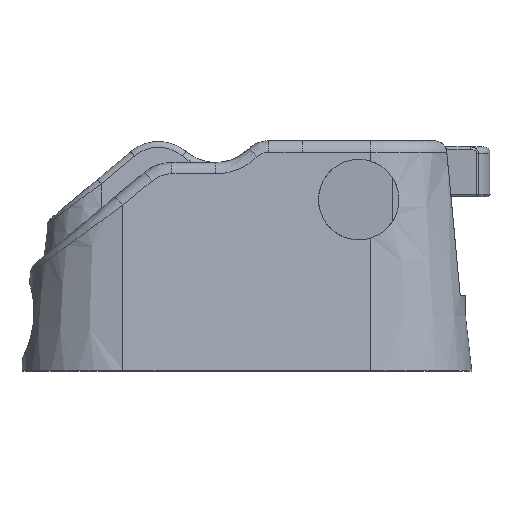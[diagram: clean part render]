
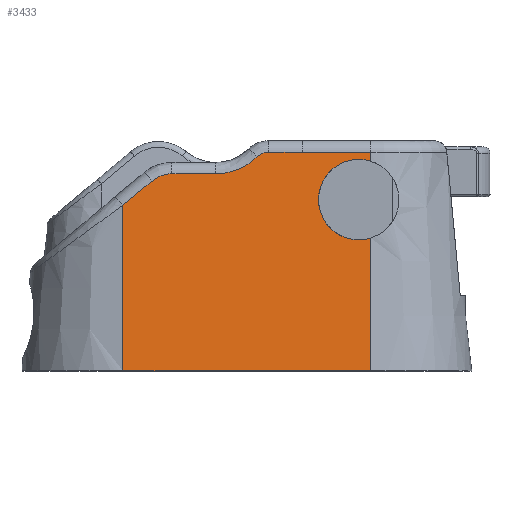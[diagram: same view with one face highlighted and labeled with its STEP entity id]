
A CAD part, left-side view. The second image highlights one B-rep face of the part: STEP entity #3433.
In plain terms, the highlighted planar face has unit normal (-0.996, 0, 0.087).
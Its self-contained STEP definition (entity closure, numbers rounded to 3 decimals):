
#339=CARTESIAN_POINT('',(-15.369,-18.909,23.355));
#366=CARTESIAN_POINT('',(-15.912,-18.909,17.145));
#431=CARTESIAN_POINT('',(-15.356,-17.95,23.5));
#432=CARTESIAN_POINT('',(-15.356,-17.758,23.5));
#433=CARTESIAN_POINT('',(-15.359,-17.361,23.466));
#434=CARTESIAN_POINT('',(-15.374,-16.75,23.294));
#435=CARTESIAN_POINT('',(-15.4,-16.161,22.991));
#436=CARTESIAN_POINT('',(-15.438,-15.635,22.565));
#437=CARTESIAN_POINT('',(-15.484,-15.209,22.039));
#438=CARTESIAN_POINT('',(-15.535,-14.906,21.45));
#439=CARTESIAN_POINT('',(-15.58,-14.763,20.941));
#440=CARTESIAN_POINT('',(-15.615,-14.708,20.54));
#441=CARTESIAN_POINT('',(-15.64,-14.695,20.25));
#442=CARTESIAN_POINT('',(-15.666,-14.708,19.96));
#443=CARTESIAN_POINT('',(-15.701,-14.763,19.559));
#444=CARTESIAN_POINT('',(-15.745,-14.906,19.05));
#445=CARTESIAN_POINT('',(-15.797,-15.209,18.461));
#446=CARTESIAN_POINT('',(-15.843,-15.635,17.935));
#447=CARTESIAN_POINT('',(-15.88,-16.161,17.509));
#448=CARTESIAN_POINT('',(-15.906,-16.75,17.207));
#449=CARTESIAN_POINT('',(-15.922,-17.361,17.034));
#450=CARTESIAN_POINT('',(-15.925,-17.758,17.));
#451=CARTESIAN_POINT('',(-15.925,-17.95,17.));
#453=CARTESIAN_POINT('',(-15.925,-17.95,17.));
#454=CARTESIAN_POINT('',(-15.925,-18.277,17.));
#455=CARTESIAN_POINT('',(-15.92,-18.597,17.048));
#456=CARTESIAN_POINT('',(-15.912,-18.909,17.145));
#458=DIRECTION('',(-0.087,0.,-0.996));
#459=VECTOR('',#458,10.737);
#460=CARTESIAN_POINT('',(-15.912,-18.909,17.145));
#461=LINE('',#460,#459);
#462=DIRECTION('',(0.,1.,0.));
#463=VECTOR('',#462,20.);
#464=CARTESIAN_POINT('',(-16.848,-18.909,6.449));
#465=LINE('',#464,#463);
#466=DIRECTION('',(0.087,0.,0.996));
#467=VECTOR('',#466,13.382);
#468=CARTESIAN_POINT('',(-16.848,1.091,6.449));
#469=LINE('',#468,#467);
#470=DIRECTION('',(0.056,-0.765,0.642));
#471=VECTOR('',#470,3.073);
#472=CARTESIAN_POINT('',(-15.681,1.091,19.78));
#473=LINE('',#472,#471);
#474=CARTESIAN_POINT('',(-15.509,-1.26,21.752));
#475=CARTESIAN_POINT('',(-15.504,-1.323,21.806));
#476=CARTESIAN_POINT('',(-15.495,-1.456,21.906));
#477=CARTESIAN_POINT('',(-15.484,-1.669,22.036));
#478=CARTESIAN_POINT('',(-15.474,-1.893,22.145));
#479=CARTESIAN_POINT('',(-15.467,-2.128,22.23));
#480=CARTESIAN_POINT('',(-15.462,-2.37,22.292));
#481=CARTESIAN_POINT('',(-15.458,-2.617,22.329));
#482=CARTESIAN_POINT('',(-15.458,-2.783,22.337));
#483=CARTESIAN_POINT('',(-15.458,-2.867,22.337));
#485=DIRECTION('',(0.,-1.,0.));
#486=VECTOR('',#485,3.543);
#487=CARTESIAN_POINT('',(-15.458,-2.867,22.337));
#488=LINE('',#487,#486);
#489=CARTESIAN_POINT('',(-15.458,-6.409,22.337));
#490=CARTESIAN_POINT('',(-15.458,-6.547,22.337));
#491=CARTESIAN_POINT('',(-15.457,-6.821,22.349));
#492=CARTESIAN_POINT('',(-15.452,-7.231,22.403));
#493=CARTESIAN_POINT('',(-15.444,-7.633,22.491));
#494=CARTESIAN_POINT('',(-15.433,-8.027,22.614));
#495=CARTESIAN_POINT('',(-15.42,-8.408,22.771));
#496=CARTESIAN_POINT('',(-15.403,-8.774,22.96));
#497=CARTESIAN_POINT('',(-15.384,-9.122,23.18));
#498=CARTESIAN_POINT('',(-15.362,-9.45,23.43));
#499=CARTESIAN_POINT('',(-15.346,-9.653,23.614));
#500=CARTESIAN_POINT('',(-15.337,-9.751,23.711));
#502=CARTESIAN_POINT('',(-15.337,-9.751,23.711));
#503=CARTESIAN_POINT('',(-15.334,-9.791,23.751));
#504=CARTESIAN_POINT('',(-15.327,-9.876,23.825));
#505=CARTESIAN_POINT('',(-15.319,-10.017,23.918));
#506=CARTESIAN_POINT('',(-15.313,-10.169,23.993));
#507=CARTESIAN_POINT('',(-15.308,-10.33,24.047));
#508=CARTESIAN_POINT('',(-15.305,-10.496,24.08));
#509=CARTESIAN_POINT('',(-15.305,-10.608,24.087));
#510=CARTESIAN_POINT('',(-15.305,-10.665,24.087));
#512=DIRECTION('',(-0.087,0.,-0.996));
#513=VECTOR('',#512,0.735);
#514=CARTESIAN_POINT('',(-15.305,-18.909,24.087));
#515=LINE('',#514,#513);
#516=CARTESIAN_POINT('',(-15.369,-18.909,23.355));
#517=CARTESIAN_POINT('',(-15.36,-18.597,23.452));
#518=CARTESIAN_POINT('',(-15.356,-18.277,23.5));
#519=CARTESIAN_POINT('',(-15.356,-17.95,23.5));
#1526=DIRECTION('',(0.,1.,0.));
#1527=VECTOR('',#1526,5.5);
#1528=CARTESIAN_POINT('',(-15.305,-18.909,
24.087));
#1529=LINE('',#1528,#1527);
#1534=DIRECTION('',(0.,1.,0.));
#1535=VECTOR('',#1534,2.744);
#1536=CARTESIAN_POINT('',(-15.305,-13.409,
24.087));
#1537=LINE('',#1536,#1535);
#2697=CARTESIAN_POINT('',(-15.305,-18.909,
24.087));
#2699=VERTEX_POINT('',#2697);
#2709=CARTESIAN_POINT('',(-16.848,-18.909,
6.449));
#2710=VERTEX_POINT('',#2709);
#2711=CARTESIAN_POINT('',(-16.848,1.091,6.449));
#2712=VERTEX_POINT('',#2711);
#2713=CARTESIAN_POINT('',(-15.681,1.091,19.78));
#2714=VERTEX_POINT('',#2713);
#2715=CARTESIAN_POINT('',(-15.509,-1.26,
21.752));
#2716=VERTEX_POINT('',#2715);
#2717=VERTEX_POINT('',#483);
#2718=CARTESIAN_POINT('',(-15.458,-6.409,
22.337));
#2719=VERTEX_POINT('',#2718);
#2720=VERTEX_POINT('',#500);
#2721=VERTEX_POINT('',#510);
#2722=CARTESIAN_POINT('',(-15.305,-13.409,
24.087));
#2723=VERTEX_POINT('',#2722);
#3125=VERTEX_POINT('',#339);
#3126=VERTEX_POINT('',#366);
#3127=VERTEX_POINT('',#431);
#3128=VERTEX_POINT('',#451);
#3402=CARTESIAN_POINT('',(-15.352,-16.159,
23.544));
#3403=DIRECTION('',(0.996,0.,-0.087));
#3404=DIRECTION('',(0.,1.,0.));
#3405=AXIS2_PLACEMENT_3D('',#3402,#3403,#3404);
#3406=PLANE('',#3405);
#3408=ORIENTED_EDGE('',*,*,#3407,.T.);
#3409=ORIENTED_EDGE('',*,*,#3378,.T.);
#3410=ORIENTED_EDGE('',*,*,#3360,.T.);
#3412=ORIENTED_EDGE('',*,*,#3411,.T.);
#3414=ORIENTED_EDGE('',*,*,#3413,.T.);
#3416=ORIENTED_EDGE('',*,*,#3415,.T.);
#3418=ORIENTED_EDGE('',*,*,#3417,.T.);
#3420=ORIENTED_EDGE('',*,*,#3419,.T.);
#3422=ORIENTED_EDGE('',*,*,#3421,.T.);
#3424=ORIENTED_EDGE('',*,*,#3423,.T.);
#3426=ORIENTED_EDGE('',*,*,#3425,.F.);
#3428=ORIENTED_EDGE('',*,*,#3427,.F.);
#3429=ORIENTED_EDGE('',*,*,#3334,.T.);
#3430=ORIENTED_EDGE('',*,*,#3390,.T.);
#3431=EDGE_LOOP('',(#3408,#3409,#3410,#3412,#3414,#3416,#3418,#3420,#3422,#3424,
#3426,#3428,#3429,#3430));
#3432=FACE_OUTER_BOUND('',#3431,.F.);
#452=B_SPLINE_CURVE_WITH_KNOTS('',3,(#431,#432,#433,#434,#435,#436,#437,#438,
#439,#440,#441,#442,#443,#444,#445,#446,#447,#448,#449,#450,#451),.UNSPECIFIED.,
.F.,.F.,(4,1,1,1,1,1,1,1,1,1,1,1,1,1,1,1,1,1,4),(0.,0.063,0.125,0.188,
0.25,0.313,0.375,0.438,0.469,0.5,0.531,0.563,0.625,
0.688,0.75,0.813,0.875,0.938,1.),.UNSPECIFIED.);
#457=B_SPLINE_CURVE_WITH_KNOTS('',3,(#453,#454,#455,#456),.UNSPECIFIED.,.F.,.F.,
(4,4),(0.,1.),.UNSPECIFIED.);
#484=B_SPLINE_CURVE_WITH_KNOTS('',3,(#474,#475,#476,#477,#478,#479,#480,#481,
#482,#483),.UNSPECIFIED.,.F.,.F.,(4,1,1,1,1,1,1,4),(0.,0.143,
0.286,0.429,0.571,0.714,
0.857,1.),.UNSPECIFIED.);
#501=B_SPLINE_CURVE_WITH_KNOTS('',3,(#489,#490,#491,#492,#493,#494,#495,#496,
#497,#498,#499,#500),.UNSPECIFIED.,.F.,.F.,(4,1,1,1,1,1,1,1,1,4),(0.,
0.111,0.222,0.333,0.444,
0.556,0.667,0.778,0.889,1.),
.UNSPECIFIED.);
#511=B_SPLINE_CURVE_WITH_KNOTS('',3,(#502,#503,#504,#505,#506,#507,#508,#509,
#510),.UNSPECIFIED.,.F.,.F.,(4,1,1,1,1,1,4),(0.,0.167,
0.333,0.5,0.667,0.833,1.),
.UNSPECIFIED.);
#520=B_SPLINE_CURVE_WITH_KNOTS('',3,(#516,#517,#518,#519),.UNSPECIFIED.,.F.,.F.,
(4,4),(0.,1.),.UNSPECIFIED.);
#3334=EDGE_CURVE('',#2699,#3125,#515,.T.);
#3360=EDGE_CURVE('',#3126,#2710,#461,.T.);
#3378=EDGE_CURVE('',#3128,#3126,#457,.T.);
#3390=EDGE_CURVE('',#3125,#3127,#520,.T.);
#3407=EDGE_CURVE('',#3127,#3128,#452,.T.);
#3411=EDGE_CURVE('',#2710,#2712,#465,.T.);
#3413=EDGE_CURVE('',#2712,#2714,#469,.T.);
#3415=EDGE_CURVE('',#2714,#2716,#473,.T.);
#3417=EDGE_CURVE('',#2716,#2717,#484,.T.);
#3419=EDGE_CURVE('',#2717,#2719,#488,.T.);
#3421=EDGE_CURVE('',#2719,#2720,#501,.T.);
#3423=EDGE_CURVE('',#2720,#2721,#511,.T.);
#3425=EDGE_CURVE('',#2723,#2721,#1537,.T.);
#3427=EDGE_CURVE('',#2699,#2723,#1529,.T.);
#3433=ADVANCED_FACE('',(#3432),#3406,.F.);
